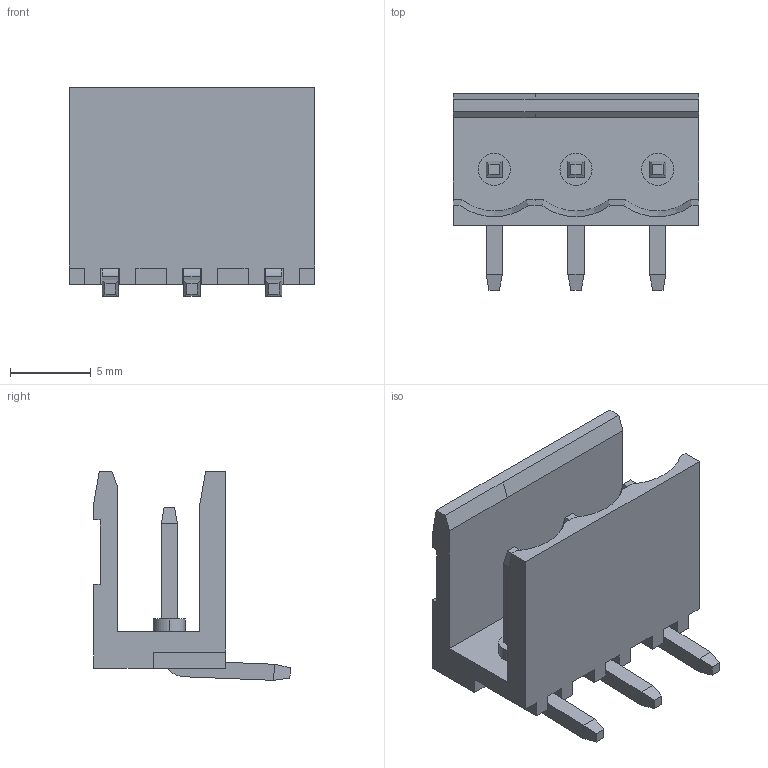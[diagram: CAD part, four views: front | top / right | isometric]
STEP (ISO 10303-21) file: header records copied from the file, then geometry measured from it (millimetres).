
FILE_DESCRIPTION (( 'STEP AP214' ), '1' );
FILE_NAME ('2EDG128 5.08 3P.STEP', '2014-01-04T06:52:05', ( '' ), ( '' ), 'SwSTEP 2.0', 'SolidWorks 2012', '' );
FILE_SCHEMA (( 'AUTOMOTIVE_DESIGN' ));
Length unit declared in the file: millimetre
Products named in the file (1): 2EDG128 5.08 3P
Bounding box: 15.24 x 12.21 x 12.96 mm (x, y, z)
Volume: 646.9 mm3; surface area: 1315.4 mm2
Topology: 1 solids, 1 shells, 145 faces, 363 edges, 232 vertices
Faces by surface type: plane 127, cylinder 15, cone 3
Entity records: 4963 total; most frequent: CARTESIAN_POINT 759, ORIENTED_EDGE 726, DIRECTION 682, EDGE_CURVE 363, VECTOR 324, LINE 324, VERTEX_POINT 232, AXIS2_PLACEMENT_3D 179
